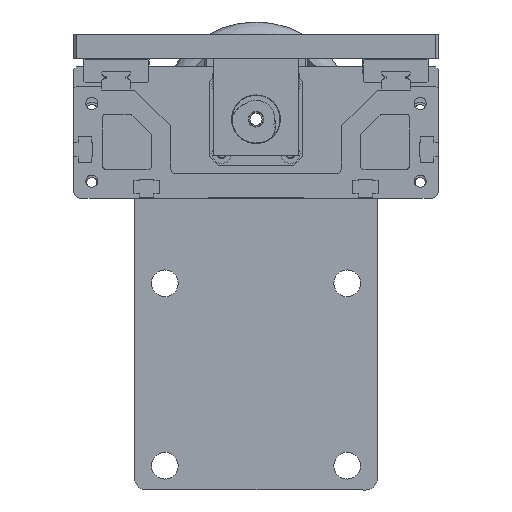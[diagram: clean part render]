
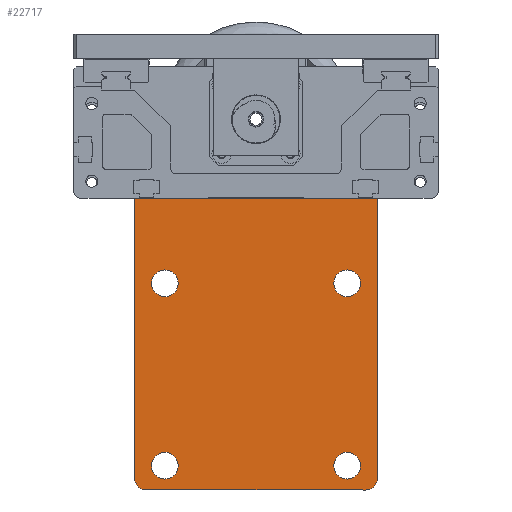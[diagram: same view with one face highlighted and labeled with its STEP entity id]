
A CAD part, front view. The second image highlights one B-rep face of the part: STEP entity #22717.
In plain terms, the highlighted planar face has unit normal (0, -1, 0).
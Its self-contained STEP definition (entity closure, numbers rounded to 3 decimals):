
#102 = VERTEX_POINT ( 'NONE', #44399 ) ;
#602 = ORIENTED_EDGE ( 'NONE', *, *, #17028, .F. ) ;
#834 = CARTESIAN_POINT ( 'NONE',  ( -73.08, -114.713, 60. ) ) ;
#963 = AXIS2_PLACEMENT_3D ( 'NONE', #9136, #12866, #5433 ) ;
#1067 = CARTESIAN_POINT ( 'NONE',  ( -60.58, -114.713, -50. ) ) ;
#2916 = VERTEX_POINT ( 'NONE', #3412 ) ;
#3412 = CARTESIAN_POINT ( 'NONE',  ( -73.08, -114.713, 60. ) ) ;
#3499 = VERTEX_POINT ( 'NONE', #11470 ) ;
#3651 = DIRECTION ( 'NONE',  ( -1., 0., 0. ) ) ;
#4600 = AXIS2_PLACEMENT_3D ( 'NONE', #25085, #7360, #17843 ) ;
#5021 = DIRECTION ( 'NONE',  ( 0., -1., 0. ) ) ;
#5033 = CARTESIAN_POINT ( 'NONE',  ( 26.92, -114.713, 60. ) ) ;
#5255 = DIRECTION ( 'NONE',  ( 1., 0., 0. ) ) ;
#5259 = VERTEX_POINT ( 'NONE', #20975 ) ;
#5433 = DIRECTION ( 'NONE',  ( 1., 0., 0. ) ) ;
#5498 = FACE_OUTER_BOUND ( 'NONE', #27466, .T. ) ;
#5890 = DIRECTION ( 'NONE',  ( 0., 1., 0. ) ) ;
#6766 = CARTESIAN_POINT ( 'NONE',  ( -60.58, -114.713, 25. ) ) ;
#6836 = CARTESIAN_POINT ( 'NONE',  ( -73.08, -114.713, -55. ) ) ;
#7360 = DIRECTION ( 'NONE',  ( 0., 1., 0. ) ) ;
#8041 = LINE ( 'NONE', #834, #33196 ) ;
#8433 = LINE ( 'NONE', #8877, #25607 ) ;
#8717 = ORIENTED_EDGE ( 'NONE', *, *, #37281, .T. ) ;
#8877 = CARTESIAN_POINT ( 'NONE',  ( 26.92, -114.713, -60. ) ) ;
#8945 = VECTOR ( 'NONE', #44563, 1000. ) ;
#8963 = VERTEX_POINT ( 'NONE', #24661 ) ;
#8966 = VERTEX_POINT ( 'NONE', #35211 ) ;
#9136 = CARTESIAN_POINT ( 'NONE',  ( 14.42, -114.713, -50. ) ) ;
#9186 = EDGE_LOOP ( 'NONE', ( #602, #45518 ) ) ;
#10423 = CARTESIAN_POINT ( 'NONE',  ( 19.92, -114.713, 25. ) ) ;
#10672 = VERTEX_POINT ( 'NONE', #10423 ) ;
#10973 = CIRCLE ( 'NONE', #26622, 5.5 ) ;
#11470 = CARTESIAN_POINT ( 'NONE',  ( -66.08, -114.713, 25. ) ) ;
#11544 = ORIENTED_EDGE ( 'NONE', *, *, #33739, .F. ) ;
#11980 = DIRECTION ( 'NONE',  ( 0., -1., 0. ) ) ;
#12086 = EDGE_CURVE ( 'NONE', #8966, #16882, #41622, .T. ) ;
#12351 = CARTESIAN_POINT ( 'NONE',  ( 14.42, -114.713, 25. ) ) ;
#12686 = AXIS2_PLACEMENT_3D ( 'NONE', #44723, #20054, #20284 ) ;
#12688 = CARTESIAN_POINT ( 'NONE',  ( -73.08, -114.713, -60. ) ) ;
#12866 = DIRECTION ( 'NONE',  ( 0., -1., 0. ) ) ;
#13263 = DIRECTION ( 'NONE',  ( 0., -1., 0. ) ) ;
#14340 = CIRCLE ( 'NONE', #963, 5.5 ) ;
#14466 = CIRCLE ( 'NONE', #32398, 5.5 ) ;
#14707 = CIRCLE ( 'NONE', #31879, 5. ) ;
#15205 = EDGE_LOOP ( 'NONE', ( #31824, #16011 ) ) ;
#15474 = CARTESIAN_POINT ( 'NONE',  ( -60.58, -114.713, 25. ) ) ;
#15507 = PLANE ( 'NONE',  #32933 ) ;
#15858 = CARTESIAN_POINT ( 'NONE',  ( 14.42, -114.713, -50. ) ) ;
#16011 = ORIENTED_EDGE ( 'NONE', *, *, #35795, .F. ) ;
#16142 = EDGE_CURVE ( 'NONE', #10672, #29420, #30489, .T. ) ;
#16632 = VECTOR ( 'NONE', #37732, 1000. ) ;
#16711 = ORIENTED_EDGE ( 'NONE', *, *, #43911, .F. ) ;
#16834 = DIRECTION ( 'NONE',  ( 1., 0., 0. ) ) ;
#16882 = VERTEX_POINT ( 'NONE', #34320 ) ;
#17028 = EDGE_CURVE ( 'NONE', #24676, #3499, #45591, .T. ) ;
#17221 = CIRCLE ( 'NONE', #4600, 5. ) ;
#17843 = DIRECTION ( 'NONE',  ( 1., 0., 0. ) ) ;
#17887 = EDGE_CURVE ( 'NONE', #38420, #2916, #30190, .T. ) ;
#17943 = CIRCLE ( 'NONE', #23896, 5.5 ) ;
#18017 = ORIENTED_EDGE ( 'NONE', *, *, #35323, .F. ) ;
#18268 = CARTESIAN_POINT ( 'NONE',  ( 8.92, -114.713, 25. ) ) ;
#19337 = DIRECTION ( 'NONE',  ( 1., 0., 0. ) ) ;
#19347 = DIRECTION ( 'NONE',  ( 0., -1., 0. ) ) ;
#19462 = DIRECTION ( 'NONE',  ( -1., 0., 0. ) ) ;
#19915 = FACE_BOUND ( 'NONE', #31069, .T. ) ;
#20054 = DIRECTION ( 'NONE',  ( 0., -1., 0. ) ) ;
#20284 = DIRECTION ( 'NONE',  ( 1., 0., 0. ) ) ;
#20975 = CARTESIAN_POINT ( 'NONE',  ( 19.92, -114.713, -50. ) ) ;
#22009 = DIRECTION ( 'NONE',  ( 0., -1., 0. ) ) ;
#22620 = VERTEX_POINT ( 'NONE', #25331 ) ;
#22717 = ADVANCED_FACE ( 'NONE', ( #5498, #19915, #40798, #33510, #45056 ), #15507, .F. ) ;
#23896 = AXIS2_PLACEMENT_3D ( 'NONE', #12351, #13263, #19337 ) ;
#24661 = CARTESIAN_POINT ( 'NONE',  ( -68.08, -114.713, -60. ) ) ;
#24676 = VERTEX_POINT ( 'NONE', #35475 ) ;
#25085 = CARTESIAN_POINT ( 'NONE',  ( -68.08, -114.713, -55. ) ) ;
#25331 = CARTESIAN_POINT ( 'NONE',  ( 26.92, -114.713, -55. ) ) ;
#25607 = VECTOR ( 'NONE', #36736, 1000. ) ;
#26220 = DIRECTION ( 'NONE',  ( 1., 0., 0. ) ) ;
#26241 = LINE ( 'NONE', #12688, #16632 ) ;
#26622 = AXIS2_PLACEMENT_3D ( 'NONE', #15474, #11980, #26220 ) ;
#26638 = EDGE_LOOP ( 'NONE', ( #41314, #11544 ) ) ;
#26702 = CARTESIAN_POINT ( 'NONE',  ( -73.08, -114.713, -60. ) ) ;
#26902 = EDGE_CURVE ( 'NONE', #3499, #24676, #10973, .T. ) ;
#27466 = EDGE_LOOP ( 'NONE', ( #39191, #45052, #43005, #18017, #8717, #35543 ) ) ;
#27753 = EDGE_CURVE ( 'NONE', #22620, #37844, #14707, .T. ) ;
#29420 = VERTEX_POINT ( 'NONE', #18268 ) ;
#30018 = EDGE_CURVE ( 'NONE', #5259, #102, #43306, .T. ) ;
#30190 = LINE ( 'NONE', #41468, #8945 ) ;
#30489 = CIRCLE ( 'NONE', #12686, 5.5 ) ;
#31069 = EDGE_LOOP ( 'NONE', ( #31601, #16711 ) ) ;
#31601 = ORIENTED_EDGE ( 'NONE', *, *, #16142, .F. ) ;
#31824 = ORIENTED_EDGE ( 'NONE', *, *, #12086, .F. ) ;
#31879 = AXIS2_PLACEMENT_3D ( 'NONE', #37463, #5890, #16834 ) ;
#32398 = AXIS2_PLACEMENT_3D ( 'NONE', #34180, #5021, #5255 ) ;
#32933 = AXIS2_PLACEMENT_3D ( 'NONE', #26702, #33968, #19462 ) ;
#33196 = VECTOR ( 'NONE', #3651, 1000. ) ;
#33479 = EDGE_CURVE ( 'NONE', #37844, #8963, #26241, .T. ) ;
#33510 = FACE_BOUND ( 'NONE', #26638, .T. ) ;
#33739 = EDGE_CURVE ( 'NONE', #102, #5259, #14340, .T. ) ;
#33968 = DIRECTION ( 'NONE',  ( 0., 1., 0. ) ) ;
#34180 = CARTESIAN_POINT ( 'NONE',  ( -60.58, -114.713, -50. ) ) ;
#34320 = CARTESIAN_POINT ( 'NONE',  ( -66.08, -114.713, -50. ) ) ;
#34567 = DIRECTION ( 'NONE',  ( 1., 0., 0. ) ) ;
#34883 = AXIS2_PLACEMENT_3D ( 'NONE', #1067, #22009, #43170 ) ;
#35211 = CARTESIAN_POINT ( 'NONE',  ( -55.08, -114.713, -50. ) ) ;
#35323 = EDGE_CURVE ( 'NONE', #44527, #22620, #8433, .T. ) ;
#35475 = CARTESIAN_POINT ( 'NONE',  ( -55.08, -114.713, 25. ) ) ;
#35543 = ORIENTED_EDGE ( 'NONE', *, *, #17887, .F. ) ;
#35795 = EDGE_CURVE ( 'NONE', #16882, #8966, #14466, .T. ) ;
#36736 = DIRECTION ( 'NONE',  ( 0., 0., -1. ) ) ;
#37281 = EDGE_CURVE ( 'NONE', #44527, #2916, #8041, .T. ) ;
#37463 = CARTESIAN_POINT ( 'NONE',  ( 21.92, -114.713, -55. ) ) ;
#37732 = DIRECTION ( 'NONE',  ( -1., 0., 0. ) ) ;
#37844 = VERTEX_POINT ( 'NONE', #45218 ) ;
#38038 = AXIS2_PLACEMENT_3D ( 'NONE', #6766, #42107, #34567 ) ;
#38420 = VERTEX_POINT ( 'NONE', #6836 ) ;
#39191 = ORIENTED_EDGE ( 'NONE', *, *, #42189, .F. ) ;
#40301 = AXIS2_PLACEMENT_3D ( 'NONE', #15858, #19347, #44709 ) ;
#40798 = FACE_BOUND ( 'NONE', #9186, .T. ) ;
#41314 = ORIENTED_EDGE ( 'NONE', *, *, #30018, .F. ) ;
#41468 = CARTESIAN_POINT ( 'NONE',  ( -73.08, -114.713, 60. ) ) ;
#41622 = CIRCLE ( 'NONE', #34883, 5.5 ) ;
#42107 = DIRECTION ( 'NONE',  ( 0., -1., 0. ) ) ;
#42189 = EDGE_CURVE ( 'NONE', #8963, #38420, #17221, .T. ) ;
#43005 = ORIENTED_EDGE ( 'NONE', *, *, #27753, .F. ) ;
#43170 = DIRECTION ( 'NONE',  ( 1., 0., 0. ) ) ;
#43306 = CIRCLE ( 'NONE', #40301, 5.5 ) ;
#43911 = EDGE_CURVE ( 'NONE', #29420, #10672, #17943, .T. ) ;
#44399 = CARTESIAN_POINT ( 'NONE',  ( 8.92, -114.713, -50. ) ) ;
#44527 = VERTEX_POINT ( 'NONE', #5033 ) ;
#44563 = DIRECTION ( 'NONE',  ( 0., 0., 1. ) ) ;
#44709 = DIRECTION ( 'NONE',  ( 1., 0., 0. ) ) ;
#44723 = CARTESIAN_POINT ( 'NONE',  ( 14.42, -114.713, 25. ) ) ;
#45052 = ORIENTED_EDGE ( 'NONE', *, *, #33479, .F. ) ;
#45056 = FACE_BOUND ( 'NONE', #15205, .T. ) ;
#45218 = CARTESIAN_POINT ( 'NONE',  ( 21.92, -114.713, -60. ) ) ;
#45518 = ORIENTED_EDGE ( 'NONE', *, *, #26902, .F. ) ;
#45591 = CIRCLE ( 'NONE', #38038, 5.5 ) ;
